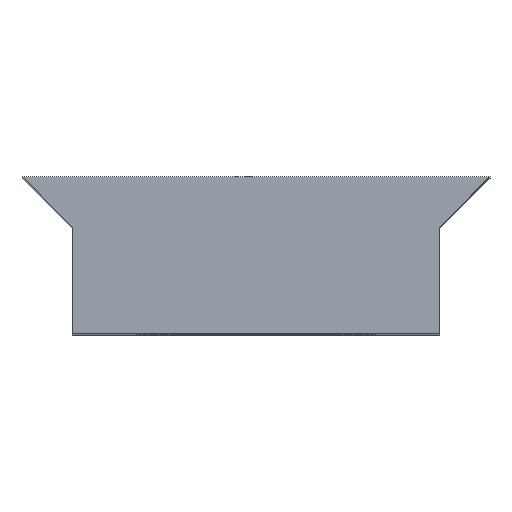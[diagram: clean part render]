
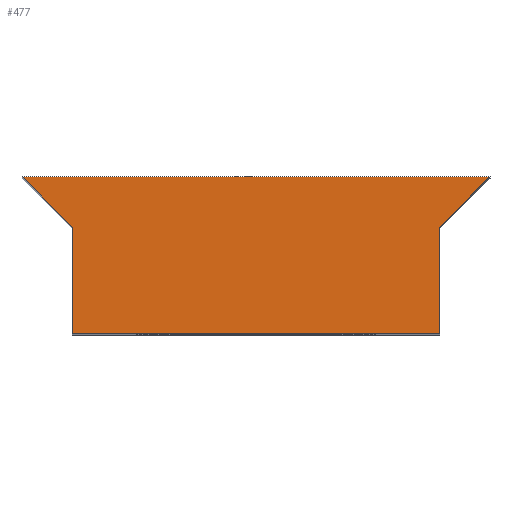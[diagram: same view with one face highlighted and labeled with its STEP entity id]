
A CAD part, top view. The second image highlights one B-rep face of the part: STEP entity #477.
In plain terms, the highlighted planar face has unit normal (0, 0, 1).
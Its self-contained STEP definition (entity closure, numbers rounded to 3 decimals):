
#43=FACE_OUTER_BOUND('',#69,.T.);
#69=EDGE_LOOP('',(#361,#362,#363,#364,#365,#366));
#116=LINE('',#743,#174);
#117=LINE('',#745,#175);
#118=LINE('',#747,#176);
#119=LINE('',#749,#177);
#120=LINE('',#751,#178);
#121=LINE('',#752,#179);
#174=VECTOR('',#609,10.);
#175=VECTOR('',#610,10.);
#176=VECTOR('',#611,10.);
#177=VECTOR('',#612,10.);
#178=VECTOR('',#613,10.);
#179=VECTOR('',#614,10.);
#230=VERTEX_POINT('',#741);
#231=VERTEX_POINT('',#742);
#232=VERTEX_POINT('',#744);
#233=VERTEX_POINT('',#746);
#234=VERTEX_POINT('',#748);
#235=VERTEX_POINT('',#750);
#284=EDGE_CURVE('',#230,#231,#116,.T.);
#285=EDGE_CURVE('',#231,#232,#117,.T.);
#286=EDGE_CURVE('',#232,#233,#118,.T.);
#287=EDGE_CURVE('',#233,#234,#119,.T.);
#288=EDGE_CURVE('',#234,#235,#120,.T.);
#289=EDGE_CURVE('',#235,#230,#121,.T.);
#361=ORIENTED_EDGE('',*,*,#284,.T.);
#362=ORIENTED_EDGE('',*,*,#285,.T.);
#363=ORIENTED_EDGE('',*,*,#286,.T.);
#364=ORIENTED_EDGE('',*,*,#287,.T.);
#365=ORIENTED_EDGE('',*,*,#288,.T.);
#366=ORIENTED_EDGE('',*,*,#289,.T.);
#452=PLANE('',#524);
#477=ADVANCED_FACE('',(#43),#452,.T.);
#524=AXIS2_PLACEMENT_3D('',#740,#607,#608);
#607=DIRECTION('center_axis',(0.,0.,1.));
#608=DIRECTION('ref_axis',(1.,0.,0.));
#609=DIRECTION('',(0.,1.,0.));
#610=DIRECTION('',(0.707,0.707,0.));
#611=DIRECTION('',(-1.,0.,0.));
#612=DIRECTION('',(0.707,-0.707,0.));
#613=DIRECTION('',(0.,-1.,0.));
#614=DIRECTION('',(1.,0.,0.));
#740=CARTESIAN_POINT('Origin',(14.113,6.25,59.7));
#741=CARTESIAN_POINT('',(14.7,0.,59.7));
#742=CARTESIAN_POINT('',(14.7,8.5,59.7));
#743=CARTESIAN_POINT('',(14.7,0.,59.7));
#744=CARTESIAN_POINT('',(18.7,12.5,59.7));
#745=CARTESIAN_POINT('',(14.7,8.5,59.7));
#746=CARTESIAN_POINT('',(-18.7,12.5,59.7));
#747=CARTESIAN_POINT('',(18.7,12.5,59.7));
#748=CARTESIAN_POINT('',(-14.7,8.5,59.7));
#749=CARTESIAN_POINT('',(-18.7,12.5,59.7));
#750=CARTESIAN_POINT('',(-14.7,0.,59.7));
#751=CARTESIAN_POINT('',(-14.7,8.5,59.7));
#752=CARTESIAN_POINT('',(-14.7,0.,59.7));
